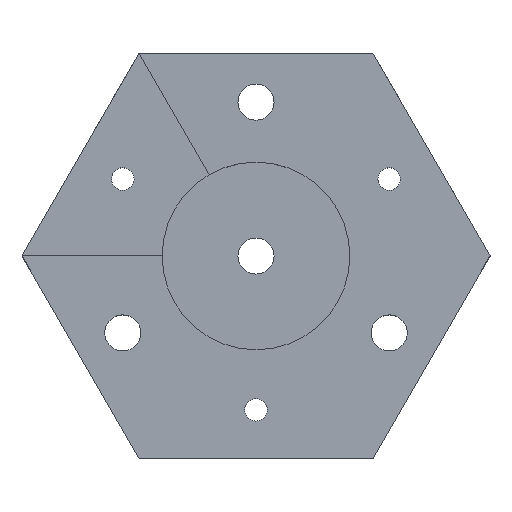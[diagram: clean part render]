
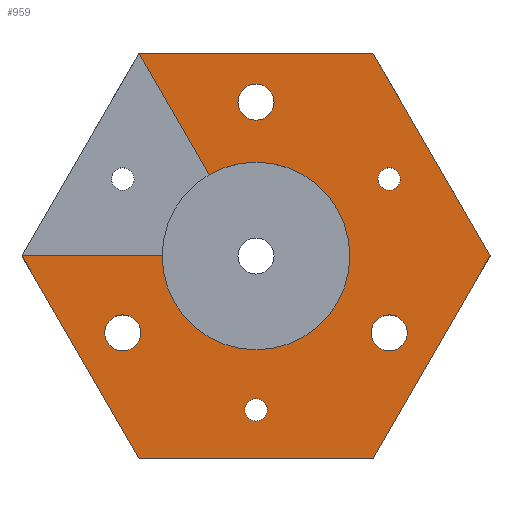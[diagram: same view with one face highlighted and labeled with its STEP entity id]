
A CAD part, top view. The second image highlights one B-rep face of the part: STEP entity #959.
In plain terms, the highlighted planar face has unit normal (0, 0, 1).
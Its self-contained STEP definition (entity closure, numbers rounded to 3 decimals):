
#62=LINE('',#1524,#128);
#66=LINE('',#1533,#132);
#71=LINE('',#1549,#137);
#72=LINE('',#1551,#138);
#73=LINE('',#1553,#139);
#74=LINE('',#1555,#140);
#75=LINE('',#1556,#141);
#128=VECTOR('',#1216,10.);
#132=VECTOR('',#1222,10.);
#137=VECTOR('',#1239,10.);
#138=VECTOR('',#1240,10.);
#139=VECTOR('',#1241,10.);
#140=VECTOR('',#1242,10.);
#141=VECTOR('',#1243,10.);
#188=FACE_BOUND('',#274,.T.);
#189=FACE_BOUND('',#275,.T.);
#190=FACE_BOUND('',#276,.T.);
#191=FACE_BOUND('',#277,.T.);
#192=FACE_BOUND('',#278,.T.);
#217=FACE_OUTER_BOUND('',#273,.T.);
#273=EDGE_LOOP('',(#702,#703,#704,#705,#706,#707,#708,#709,#710));
#274=EDGE_LOOP('',(#711));
#275=EDGE_LOOP('',(#712));
#276=EDGE_LOOP('',(#713));
#277=EDGE_LOOP('',(#714));
#278=EDGE_LOOP('',(#715));
#339=CIRCLE('',#1049,6.25);
#340=CIRCLE('',#1050,6.25);
#341=CIRCLE('',#1051,0.75);
#342=CIRCLE('',#1052,0.75);
#343=CIRCLE('',#1053,1.2);
#344=CIRCLE('',#1054,1.2);
#345=CIRCLE('',#1055,1.2);
#410=VERTEX_POINT('',#1522);
#411=VERTEX_POINT('',#1523);
#414=VERTEX_POINT('',#1531);
#415=VERTEX_POINT('',#1532);
#419=VERTEX_POINT('',#1545);
#420=VERTEX_POINT('',#1548);
#421=VERTEX_POINT('',#1550);
#422=VERTEX_POINT('',#1552);
#423=VERTEX_POINT('',#1554);
#424=VERTEX_POINT('',#1557);
#425=VERTEX_POINT('',#1559);
#426=VERTEX_POINT('',#1561);
#427=VERTEX_POINT('',#1563);
#428=VERTEX_POINT('',#1565);
#518=EDGE_CURVE('',#410,#411,#62,.T.);
#522=EDGE_CURVE('',#414,#415,#66,.T.);
#529=EDGE_CURVE('',#415,#419,#339,.T.);
#530=EDGE_CURVE('',#419,#410,#340,.T.);
#531=EDGE_CURVE('',#411,#420,#71,.T.);
#532=EDGE_CURVE('',#420,#421,#72,.T.);
#533=EDGE_CURVE('',#421,#422,#73,.T.);
#534=EDGE_CURVE('',#422,#423,#74,.T.);
#535=EDGE_CURVE('',#423,#414,#75,.T.);
#536=EDGE_CURVE('',#424,#424,#341,.T.);
#537=EDGE_CURVE('',#425,#425,#342,.T.);
#538=EDGE_CURVE('',#426,#426,#343,.T.);
#539=EDGE_CURVE('',#427,#427,#344,.T.);
#540=EDGE_CURVE('',#428,#428,#345,.T.);
#702=ORIENTED_EDGE('',*,*,#522,.T.);
#703=ORIENTED_EDGE('',*,*,#529,.T.);
#704=ORIENTED_EDGE('',*,*,#530,.T.);
#705=ORIENTED_EDGE('',*,*,#518,.T.);
#706=ORIENTED_EDGE('',*,*,#531,.T.);
#707=ORIENTED_EDGE('',*,*,#532,.T.);
#708=ORIENTED_EDGE('',*,*,#533,.T.);
#709=ORIENTED_EDGE('',*,*,#534,.T.);
#710=ORIENTED_EDGE('',*,*,#535,.T.);
#711=ORIENTED_EDGE('',*,*,#536,.T.);
#712=ORIENTED_EDGE('',*,*,#537,.T.);
#713=ORIENTED_EDGE('',*,*,#538,.T.);
#714=ORIENTED_EDGE('',*,*,#539,.T.);
#715=ORIENTED_EDGE('',*,*,#540,.T.);
#925=PLANE('',#1048);
#959=ADVANCED_FACE('',(#217,#188,#189,#190,#191,#192),#925,.T.);
#1048=AXIS2_PLACEMENT_3D('',#1544,#1233,#1234);
#1049=AXIS2_PLACEMENT_3D('',#1546,#1235,#1236);
#1050=AXIS2_PLACEMENT_3D('',#1547,#1237,#1238);
#1051=AXIS2_PLACEMENT_3D('',#1558,#1244,#1245);
#1052=AXIS2_PLACEMENT_3D('',#1560,#1246,#1247);
#1053=AXIS2_PLACEMENT_3D('',#1562,#1248,#1249);
#1054=AXIS2_PLACEMENT_3D('',#1564,#1250,#1251);
#1055=AXIS2_PLACEMENT_3D('',#1566,#1252,#1253);
#1216=DIRECTION('',(-1.,0.,0.));
#1222=DIRECTION('',(0.5,-0.866,0.));
#1233=DIRECTION('center_axis',(0.,0.,1.));
#1234=DIRECTION('ref_axis',(1.,0.,0.));
#1235=DIRECTION('center_axis',(0.,0.,-1.));
#1236=DIRECTION('ref_axis',(-1.,0.,0.));
#1237=DIRECTION('center_axis',(0.,0.,-1.));
#1238=DIRECTION('ref_axis',(-1.,0.,0.));
#1239=DIRECTION('',(0.5,-0.866,0.));
#1240=DIRECTION('',(1.,0.,0.));
#1241=DIRECTION('',(0.5,0.866,0.));
#1242=DIRECTION('',(-0.5,0.866,0.));
#1243=DIRECTION('',(-1.,0.,0.));
#1244=DIRECTION('center_axis',(0.,0.,-1.));
#1245=DIRECTION('ref_axis',(-1.,0.,0.));
#1246=DIRECTION('center_axis',(0.,0.,-1.));
#1247=DIRECTION('ref_axis',(-1.,0.,0.));
#1248=DIRECTION('center_axis',(0.,0.,-1.));
#1249=DIRECTION('ref_axis',(-1.,0.,0.));
#1250=DIRECTION('center_axis',(0.,0.,-1.));
#1251=DIRECTION('ref_axis',(0.5,-0.866,0.));
#1252=DIRECTION('center_axis',(0.,0.,-1.));
#1253=DIRECTION('ref_axis',(0.5,0.866,0.));
#1522=CARTESIAN_POINT('',(-6.25,0.,4.5));
#1523=CARTESIAN_POINT('',(-15.588,0.,4.5));
#1524=CARTESIAN_POINT('',(-3.125,0.,4.5));
#1531=CARTESIAN_POINT('',(-7.794,13.5,4.5));
#1532=CARTESIAN_POINT('',(-3.125,5.413,4.5));
#1533=CARTESIAN_POINT('',(-1.949,3.375,4.5));
#1544=CARTESIAN_POINT('Origin',(0.,-9.,
4.5));
#1545=CARTESIAN_POINT('',(6.25,0.,4.5));
#1546=CARTESIAN_POINT('Origin',(0.,0.,4.5));
#1547=CARTESIAN_POINT('Origin',(0.,0.,4.5));
#1548=CARTESIAN_POINT('',(-7.794,-13.5,4.5));
#1549=CARTESIAN_POINT('',(-11.691,-6.75,4.5));
#1550=CARTESIAN_POINT('',(7.794,-13.5,4.5));
#1551=CARTESIAN_POINT('',(-3.897,-13.5,4.5));
#1552=CARTESIAN_POINT('',(15.588,0.,4.5));
#1553=CARTESIAN_POINT('',(7.794,-13.5,4.5));
#1554=CARTESIAN_POINT('',(7.794,13.5,4.5));
#1555=CARTESIAN_POINT('',(15.588,0.,4.5));
#1556=CARTESIAN_POINT('',(3.897,13.5,4.5));
#1557=CARTESIAN_POINT('',(9.627,5.125,4.5));
#1558=CARTESIAN_POINT('Origin',(8.877,5.125,4.5));
#1559=CARTESIAN_POINT('',(0.75,-10.25,4.5));
#1560=CARTESIAN_POINT('Origin',(0.,-10.25,4.5));
#1561=CARTESIAN_POINT('',(1.2,10.25,4.5));
#1562=CARTESIAN_POINT('Origin',(0.,10.25,4.5));
#1563=CARTESIAN_POINT('',(-9.477,-4.086,4.5));
#1564=CARTESIAN_POINT('Origin',(-8.877,-5.125,4.5));
#1565=CARTESIAN_POINT('',(8.277,-6.164,4.5));
#1566=CARTESIAN_POINT('Origin',(8.877,-5.125,4.5));
